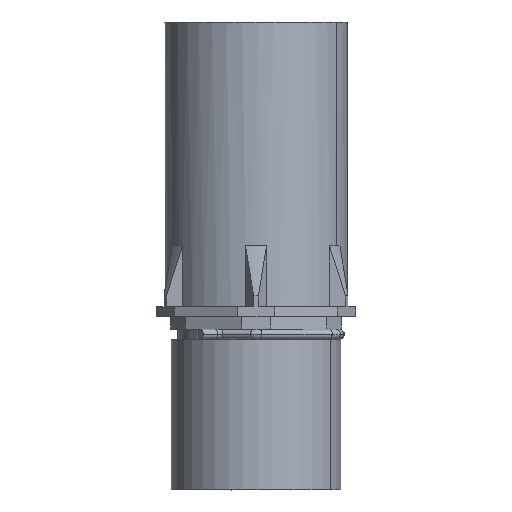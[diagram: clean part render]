
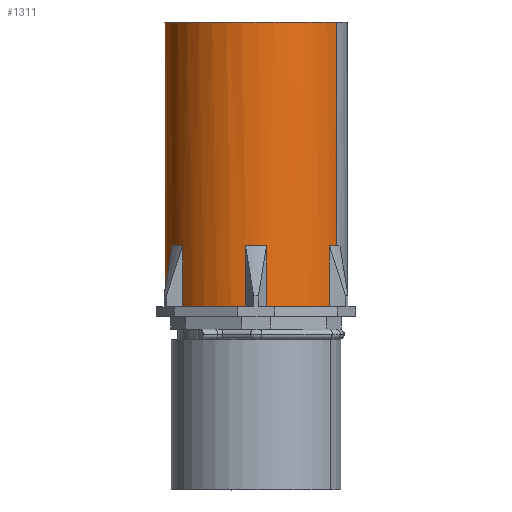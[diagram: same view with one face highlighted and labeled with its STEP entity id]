
A CAD part, front view. The second image highlights one B-rep face of the part: STEP entity #1311.
In plain terms, the highlighted cylindrical face has radius 18.75 mm (diameter 37.5 mm), a partial arc.
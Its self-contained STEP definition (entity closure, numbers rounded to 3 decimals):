
#984=AXIS2_PLACEMENT_3D('Circle Axis2P3D',#982,#983,$) ;
#1202=AXIS2_PLACEMENT_3D('Cylinder Axis2P3D',#1199,#1200,#1201) ;
#1206=AXIS2_PLACEMENT_3D('Circle Axis2P3D',#1204,#1205,$) ;
#1220=AXIS2_PLACEMENT_3D('Circle Axis2P3D',#1218,#1219,$) ;
#1234=AXIS2_PLACEMENT_3D('Circle Axis2P3D',#1232,#1233,$) ;
#1248=AXIS2_PLACEMENT_3D('Circle Axis2P3D',#1246,#1247,$) ;
#1262=AXIS2_PLACEMENT_3D('Circle Axis2P3D',#1260,#1261,$) ;
#1276=AXIS2_PLACEMENT_3D('Circle Axis2P3D',#1274,#1275,$) ;
#1290=AXIS2_PLACEMENT_3D('Circle Axis2P3D',#1288,#1289,$) ;
#951=CARTESIAN_POINT('Vertex',(3.29,28.942,37.6)) ;
#979=CARTESIAN_POINT('Vertex',(3.29,14.058,37.6)) ;
#982=CARTESIAN_POINT('Axis2P3D Location',(20.5,21.5,37.6)) ;
#1008=CARTESIAN_POINT('Line Origine',(3.29,28.942,43.85)) ;
#1012=CARTESIAN_POINT('Vertex',(3.29,28.942,50.1)) ;
#1177=CARTESIAN_POINT('Line Origine',(3.29,14.058,43.85)) ;
#1181=CARTESIAN_POINT('Vertex',(3.29,14.058,50.1)) ;
#1199=CARTESIAN_POINT('Axis2P3D Location',(20.5,21.5,48.)) ;
#1204=CARTESIAN_POINT('Axis2P3D Location',(20.5,21.5,50.1)) ;
#1208=CARTESIAN_POINT('Vertex',(5.45,10.317,50.1)) ;
#1211=CARTESIAN_POINT('Line Origine',(5.45,10.317,48.)) ;
#1215=CARTESIAN_POINT('Vertex',(5.45,10.317,37.6)) ;
#1218=CARTESIAN_POINT('Axis2P3D Location',(20.5,21.5,37.6)) ;
#1222=CARTESIAN_POINT('Vertex',(18.34,2.875,37.6)) ;
#1225=CARTESIAN_POINT('Line Origine',(18.34,2.875,48.)) ;
#1229=CARTESIAN_POINT('Vertex',(18.34,2.875,50.1)) ;
#1232=CARTESIAN_POINT('Axis2P3D Location',(20.5,21.5,50.1)) ;
#1236=CARTESIAN_POINT('Vertex',(22.66,2.875,50.1)) ;
#1239=CARTESIAN_POINT('Line Origine',(22.66,2.875,48.)) ;
#1243=CARTESIAN_POINT('Vertex',(22.66,2.875,37.6)) ;
#1246=CARTESIAN_POINT('Axis2P3D Location',(20.5,21.5,37.6)) ;
#1250=CARTESIAN_POINT('Vertex',(35.55,10.317,37.6)) ;
#1253=CARTESIAN_POINT('Line Origine',(35.55,10.317,48.)) ;
#1257=CARTESIAN_POINT('Vertex',(35.55,10.317,50.1)) ;
#1260=CARTESIAN_POINT('Axis2P3D Location',(20.5,21.5,50.1)) ;
#1264=CARTESIAN_POINT('Vertex',(36.955,12.511,50.1)) ;
#1267=CARTESIAN_POINT('Line Origine',(36.955,12.511,48.)) ;
#1271=CARTESIAN_POINT('Vertex',(36.955,12.511,96.)) ;
#1274=CARTESIAN_POINT('Axis2P3D Location',(20.5,21.5,96.)) ;
#1278=CARTESIAN_POINT('Vertex',(4.045,30.489,96.)) ;
#1281=CARTESIAN_POINT('Line Origine',(4.045,30.489,48.)) ;
#1285=CARTESIAN_POINT('Vertex',(4.045,30.489,50.1)) ;
#1288=CARTESIAN_POINT('Axis2P3D Location',(20.5,21.5,50.1)) ;
#983=DIRECTION('Axis2P3D Direction',(0.,0.,-1.)) ;
#1009=DIRECTION('Vector Direction',(0.,0.,1.)) ;
#1178=DIRECTION('Vector Direction',(0.,0.,1.)) ;
#1200=DIRECTION('Axis2P3D Direction',(0.,-0.,-1.)) ;
#1201=DIRECTION('Axis2P3D XDirection',(0.878,-0.479,0.)) ;
#1205=DIRECTION('Axis2P3D Direction',(0.,-0.,-1.)) ;
#1212=DIRECTION('Vector Direction',(0.,0.,-1.)) ;
#1219=DIRECTION('Axis2P3D Direction',(0.,-0.,-1.)) ;
#1226=DIRECTION('Vector Direction',(0.,0.,-1.)) ;
#1233=DIRECTION('Axis2P3D Direction',(0.,-0.,-1.)) ;
#1240=DIRECTION('Vector Direction',(0.,0.,-1.)) ;
#1247=DIRECTION('Axis2P3D Direction',(0.,-0.,-1.)) ;
#1254=DIRECTION('Vector Direction',(0.,0.,-1.)) ;
#1261=DIRECTION('Axis2P3D Direction',(0.,-0.,-1.)) ;
#1268=DIRECTION('Vector Direction',(0.,0.,-1.)) ;
#1275=DIRECTION('Axis2P3D Direction',(0.,-0.,-1.)) ;
#1282=DIRECTION('Vector Direction',(0.,0.,-1.)) ;
#1289=DIRECTION('Axis2P3D Direction',(0.,-0.,-1.)) ;
#1010=VECTOR('Line Direction',#1009,1.) ;
#1179=VECTOR('Line Direction',#1178,1.) ;
#1213=VECTOR('Line Direction',#1212,1.) ;
#1227=VECTOR('Line Direction',#1226,1.) ;
#1241=VECTOR('Line Direction',#1240,1.) ;
#1255=VECTOR('Line Direction',#1254,1.) ;
#1269=VECTOR('Line Direction',#1268,1.) ;
#1283=VECTOR('Line Direction',#1282,1.) ;
#1294=ORIENTED_EDGE('',*,*,#1210,.T.) ;
#1295=ORIENTED_EDGE('',*,*,#1217,.F.) ;
#1296=ORIENTED_EDGE('',*,*,#1224,.F.) ;
#1297=ORIENTED_EDGE('',*,*,#1231,.T.) ;
#1298=ORIENTED_EDGE('',*,*,#1238,.T.) ;
#1299=ORIENTED_EDGE('',*,*,#1245,.F.) ;
#1300=ORIENTED_EDGE('',*,*,#1252,.F.) ;
#1301=ORIENTED_EDGE('',*,*,#1259,.T.) ;
#1302=ORIENTED_EDGE('',*,*,#1266,.T.) ;
#1303=ORIENTED_EDGE('',*,*,#1273,.T.) ;
#1304=ORIENTED_EDGE('',*,*,#1280,.T.) ;
#1305=ORIENTED_EDGE('',*,*,#1287,.F.) ;
#1306=ORIENTED_EDGE('',*,*,#1292,.T.) ;
#1307=ORIENTED_EDGE('',*,*,#1014,.F.) ;
#1308=ORIENTED_EDGE('',*,*,#986,.F.) ;
#1309=ORIENTED_EDGE('',*,*,#1183,.T.) ;
#1311=ADVANCED_FACE('.2',(#1310),#1203,.T.) ;
#985=CIRCLE('generated circle',#984,18.75) ;
#1207=CIRCLE('generated circle',#1206,18.75) ;
#1221=CIRCLE('generated circle',#1220,18.75) ;
#1235=CIRCLE('generated circle',#1234,18.75) ;
#1249=CIRCLE('generated circle',#1248,18.75) ;
#1263=CIRCLE('generated circle',#1262,18.75) ;
#1277=CIRCLE('generated circle',#1276,18.75) ;
#1291=CIRCLE('generated circle',#1290,18.75) ;
#1203=CYLINDRICAL_SURFACE('generated cylinder',#1202,18.75) ;
#986=EDGE_CURVE('',#980,#952,#985,.T.) ;
#1014=EDGE_CURVE('',#952,#1013,#1011,.T.) ;
#1183=EDGE_CURVE('',#980,#1182,#1180,.T.) ;
#1210=EDGE_CURVE('',#1182,#1209,#1207,.F.) ;
#1217=EDGE_CURVE('',#1216,#1209,#1214,.F.) ;
#1224=EDGE_CURVE('',#1223,#1216,#1221,.T.) ;
#1231=EDGE_CURVE('',#1223,#1230,#1228,.F.) ;
#1238=EDGE_CURVE('',#1230,#1237,#1235,.F.) ;
#1245=EDGE_CURVE('',#1244,#1237,#1242,.F.) ;
#1252=EDGE_CURVE('',#1251,#1244,#1249,.T.) ;
#1259=EDGE_CURVE('',#1251,#1258,#1256,.F.) ;
#1266=EDGE_CURVE('',#1258,#1265,#1263,.F.) ;
#1273=EDGE_CURVE('',#1265,#1272,#1270,.F.) ;
#1280=EDGE_CURVE('',#1272,#1279,#1277,.T.) ;
#1287=EDGE_CURVE('',#1286,#1279,#1284,.F.) ;
#1292=EDGE_CURVE('',#1286,#1013,#1291,.F.) ;
#1293=EDGE_LOOP('',(#1294,#1295,#1296,#1297,#1298,#1299,#1300,#1301,#1302,#1303,#1304,#1305,#1306,#1307,#1308,#1309)) ;
#1310=FACE_OUTER_BOUND('',#1293,.T.) ;
#1011=LINE('Line',#1008,#1010) ;
#1180=LINE('Line',#1177,#1179) ;
#1214=LINE('Line',#1211,#1213) ;
#1228=LINE('Line',#1225,#1227) ;
#1242=LINE('Line',#1239,#1241) ;
#1256=LINE('Line',#1253,#1255) ;
#1270=LINE('Line',#1267,#1269) ;
#1284=LINE('Line',#1281,#1283) ;
#952=VERTEX_POINT('',#951) ;
#980=VERTEX_POINT('',#979) ;
#1013=VERTEX_POINT('',#1012) ;
#1182=VERTEX_POINT('',#1181) ;
#1209=VERTEX_POINT('',#1208) ;
#1216=VERTEX_POINT('',#1215) ;
#1223=VERTEX_POINT('',#1222) ;
#1230=VERTEX_POINT('',#1229) ;
#1237=VERTEX_POINT('',#1236) ;
#1244=VERTEX_POINT('',#1243) ;
#1251=VERTEX_POINT('',#1250) ;
#1258=VERTEX_POINT('',#1257) ;
#1265=VERTEX_POINT('',#1264) ;
#1272=VERTEX_POINT('',#1271) ;
#1279=VERTEX_POINT('',#1278) ;
#1286=VERTEX_POINT('',#1285) ;
